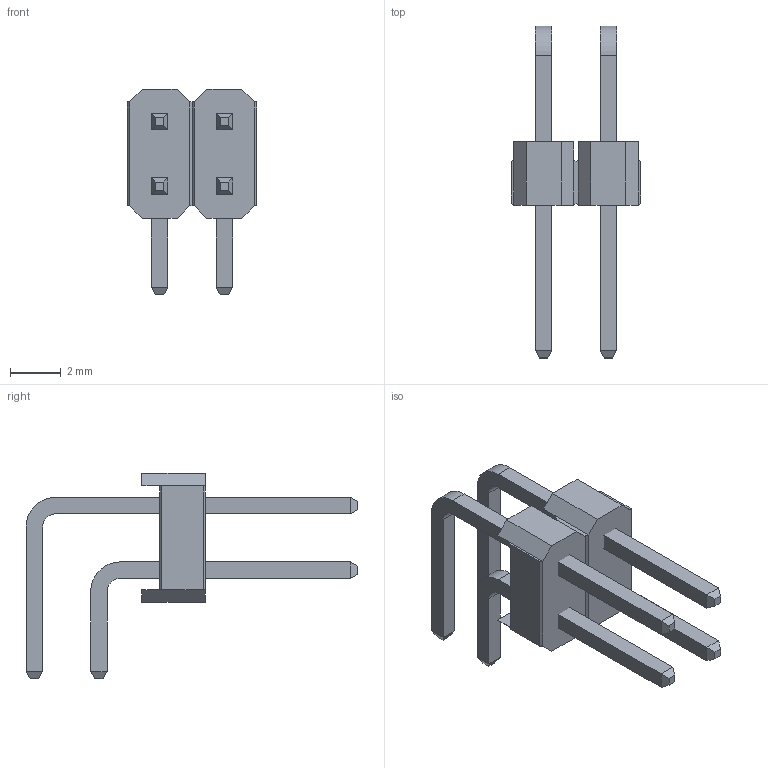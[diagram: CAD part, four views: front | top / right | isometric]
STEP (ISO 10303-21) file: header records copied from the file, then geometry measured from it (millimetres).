
FILE_DESCRIPTION(('STEP AP214'), '1');
FILE_NAME('DS1022-2x5RF11', '', ('UNSPECIFIED'), ('UNSPECIFIED'), 'ASCON STEP Converter 1.3', 'ASCON Math Kernel', '');
FILE_SCHEMA(('AUTOMOTIVE_DESIGN { 1 0 10303 214 3 1 1}'));
Length unit declared in the file: millimetre
Bounding box: 5.08 x 13.05 x 8.08 mm (x, y, z)
Volume: 74.3 mm3; surface area: 272.1 mm2
Topology: 5 solids, 5 shells, 112 faces, 250 edges, 148 vertices
Faces by surface type: plane 104, cylinder 8
Entity records: 3946 total; most frequent: CARTESIAN_POINT 511, ORIENTED_EDGE 500, DIRECTION 492, EDGE_CURVE 250, LINE 234, VECTOR 234, VERTEX_POINT 148, AXIS2_PLACEMENT_3D 129
